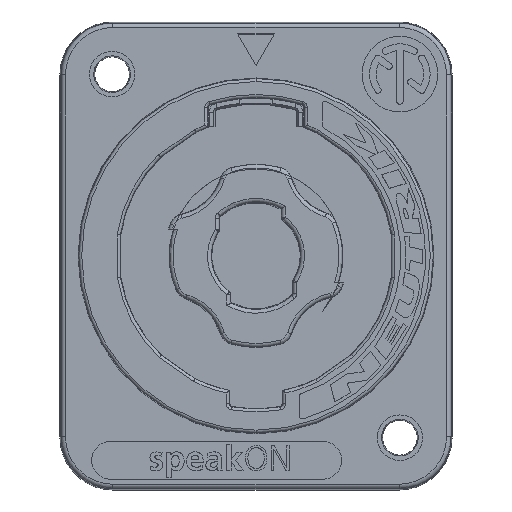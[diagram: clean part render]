
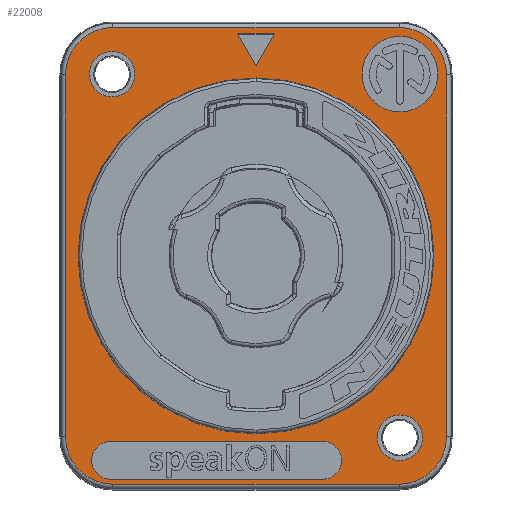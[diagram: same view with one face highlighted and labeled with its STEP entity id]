
A CAD part, top view. The second image highlights one B-rep face of the part: STEP entity #22008.
In plain terms, the highlighted planar face has unit normal (0, 0, 1).
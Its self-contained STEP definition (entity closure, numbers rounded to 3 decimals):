
#3432=CARTESIAN_POINT('',(9.5,12.,4.5));
#3433=DIRECTION('',(0.,0.,1.));
#3434=DIRECTION('',(1.,0.,0.));
#3435=AXIS2_PLACEMENT_3D('',#3432,#3433,#3434);
#3437=CARTESIAN_POINT('',(9.5,12.,4.5));
#3438=DIRECTION('',(0.,0.,1.));
#3439=DIRECTION('',(-1.,0.,0.));
#3440=AXIS2_PLACEMENT_3D('',#3437,#3438,#3439);
#3442=CARTESIAN_POINT('',(-9.6,-13.5,4.5));
#3443=DIRECTION('',(0.,0.,1.));
#3444=DIRECTION('',(0.,1.,0.));
#3445=AXIS2_PLACEMENT_3D('',#3442,#3443,#3444);
#3447=DIRECTION('',(1.,0.,0.));
#3448=VECTOR('',#3447,14.);
#3449=CARTESIAN_POINT('',(-9.6,-14.75,4.5));
#3450=LINE('',#3449,#3448);
#3451=CARTESIAN_POINT('',(4.4,-13.5,4.5));
#3452=DIRECTION('',(0.,0.,1.));
#3453=DIRECTION('',(0.,-1.,0.));
#3454=AXIS2_PLACEMENT_3D('',#3451,#3452,#3453);
#3456=DIRECTION('',(-1.,0.,0.));
#3457=VECTOR('',#3456,14.);
#3458=CARTESIAN_POINT('',(4.4,-12.25,4.5));
#3459=LINE('',#3458,#3457);
#3460=DIRECTION('',(0.5,-0.866,0.));
#3461=VECTOR('',#3460,2.4);
#3462=CARTESIAN_POINT('',(-1.2,14.65,4.5));
#3463=LINE('',#3462,#3461);
#3464=DIRECTION('',(0.5,0.866,0.));
#3465=VECTOR('',#3464,2.4);
#3466=CARTESIAN_POINT('',(0.,12.572,4.5));
#3467=LINE('',#3466,#3465);
#3468=DIRECTION('',(-1.,0.,0.));
#3469=VECTOR('',#3468,2.4);
#3470=CARTESIAN_POINT('',(1.2,14.65,4.5));
#3471=LINE('',#3470,#3469);
#3472=CARTESIAN_POINT('',(-9.5,12.,4.5));
#3473=DIRECTION('',(0.,0.,1.));
#3474=DIRECTION('',(1.,0.,0.));
#3475=AXIS2_PLACEMENT_3D('',#3472,#3473,#3474);
#3477=CARTESIAN_POINT('',(-9.5,12.,4.5));
#3478=DIRECTION('',(0.,0.,1.));
#3479=DIRECTION('',(-1.,0.,0.));
#3480=AXIS2_PLACEMENT_3D('',#3477,#3478,#3479);
#3482=CARTESIAN_POINT('',(9.5,-12.,4.5));
#3483=DIRECTION('',(0.,0.,1.));
#3484=DIRECTION('',(1.,0.,0.));
#3485=AXIS2_PLACEMENT_3D('',#3482,#3483,#3484);
#3487=CARTESIAN_POINT('',(9.5,-12.,4.5));
#3488=DIRECTION('',(0.,0.,1.));
#3489=DIRECTION('',(-1.,0.,0.));
#3490=AXIS2_PLACEMENT_3D('',#3487,#3488,#3489);
#3492=CARTESIAN_POINT('',(-9.45,11.95,4.5));
#3493=DIRECTION('',(0.,0.,1.));
#3494=DIRECTION('',(0.,1.,0.));
#3495=AXIS2_PLACEMENT_3D('',#3492,#3493,#3494);
#3497=DIRECTION('',(-1.,0.,0.));
#3498=VECTOR('',#3497,18.9);
#3499=CARTESIAN_POINT('',(9.45,15.077,4.5));
#3500=LINE('',#3499,#3498);
#3501=CARTESIAN_POINT('',(9.45,11.95,4.5));
#3502=DIRECTION('',(0.,0.,1.));
#3503=DIRECTION('',(1.,0.,0.));
#3504=AXIS2_PLACEMENT_3D('',#3501,#3502,#3503);
#3506=DIRECTION('',(0.,1.,0.));
#3507=VECTOR('',#3506,23.9);
#3508=CARTESIAN_POINT('',(12.577,-11.95,4.5));
#3509=LINE('',#3508,#3507);
#3510=CARTESIAN_POINT('',(9.45,-11.95,4.5));
#3511=DIRECTION('',(0.,0.,1.));
#3512=DIRECTION('',(0.,-1.,0.));
#3513=AXIS2_PLACEMENT_3D('',#3510,#3511,#3512);
#3515=DIRECTION('',(1.,0.,0.));
#3516=VECTOR('',#3515,18.9);
#3517=CARTESIAN_POINT('',(-9.45,-15.077,4.5));
#3518=LINE('',#3517,#3516);
#3519=CARTESIAN_POINT('',(-9.45,-11.95,4.5));
#3520=DIRECTION('',(0.,0.,1.));
#3521=DIRECTION('',(-1.,0.,0.));
#3522=AXIS2_PLACEMENT_3D('',#3519,#3520,#3521);
#3524=DIRECTION('',(0.,-1.,0.));
#3525=VECTOR('',#3524,23.9);
#3526=CARTESIAN_POINT('',(-12.577,11.95,4.5));
#3527=LINE('',#3526,#3525);
#3533=CARTESIAN_POINT('',(0.,0.,4.5));
#3534=DIRECTION('',(0.,0.,-1.));
#3535=DIRECTION('',(0.,1.,0.));
#3536=AXIS2_PLACEMENT_3D('',#3533,#3534,#3535);
#4889=CARTESIAN_POINT('',(0.,0.,4.5));
#4890=DIRECTION('',(0.,0.,1.));
#4891=DIRECTION('',(0.,1.,0.));
#4892=AXIS2_PLACEMENT_3D('',#4889,#4890,#4891);
#16098=CARTESIAN_POINT('',(0.,11.75,4.5));
#16099=CARTESIAN_POINT('',(0.,-11.75,4.5));
#16100=VERTEX_POINT('',#16098);
#16101=VERTEX_POINT('',#16099);
#16136=CARTESIAN_POINT('',(12.,12.,4.5));
#16137=CARTESIAN_POINT('',(7.,12.,4.5));
#16138=VERTEX_POINT('',#16136);
#16139=VERTEX_POINT('',#16137);
#16140=CARTESIAN_POINT('',(-9.6,-12.25,4.5));
#16141=CARTESIAN_POINT('',(-9.6,-14.75,4.5));
#16142=VERTEX_POINT('',#16140);
#16143=VERTEX_POINT('',#16141);
#16144=CARTESIAN_POINT('',(4.4,-14.75,4.5));
#16145=VERTEX_POINT('',#16144);
#16146=CARTESIAN_POINT('',(4.4,-12.25,4.5));
#16147=VERTEX_POINT('',#16146);
#16148=CARTESIAN_POINT('',(-1.2,14.65,4.5));
#16149=CARTESIAN_POINT('',(0.,12.572,4.5));
#16150=VERTEX_POINT('',#16148);
#16151=VERTEX_POINT('',#16149);
#16152=CARTESIAN_POINT('',(1.2,14.65,4.5));
#16153=VERTEX_POINT('',#16152);
#17476=CARTESIAN_POINT('',(-8.,12.,4.5));
#17477=CARTESIAN_POINT('',(-11.,12.,4.5));
#17478=VERTEX_POINT('',#17476);
#17479=VERTEX_POINT('',#17477);
#17480=CARTESIAN_POINT('',(11.,-12.,4.5));
#17481=CARTESIAN_POINT('',(8.,-12.,4.5));
#17482=VERTEX_POINT('',#17480);
#17483=VERTEX_POINT('',#17481);
#17500=CARTESIAN_POINT('',(-9.45,15.077,4.5));
#17501=CARTESIAN_POINT('',(-12.577,11.95,4.5));
#17502=VERTEX_POINT('',#17500);
#17503=VERTEX_POINT('',#17501);
#17508=CARTESIAN_POINT('',(-12.577,-11.95,4.5));
#17509=VERTEX_POINT('',#17508);
#17512=CARTESIAN_POINT('',(-9.45,-15.077,4.5));
#17513=VERTEX_POINT('',#17512);
#17516=CARTESIAN_POINT('',(9.45,-15.077,4.5));
#17517=VERTEX_POINT('',#17516);
#17520=CARTESIAN_POINT('',(12.577,-11.95,4.5));
#17521=VERTEX_POINT('',#17520);
#17524=CARTESIAN_POINT('',(12.577,11.95,4.5));
#17525=VERTEX_POINT('',#17524);
#17528=CARTESIAN_POINT('',(9.45,15.077,4.5));
#17529=VERTEX_POINT('',#17528);
#21944=CARTESIAN_POINT('',(0.,0.,4.5));
#21945=DIRECTION('',(0.,0.,-1.));
#21946=DIRECTION('',(0.,-1.,0.));
#21947=AXIS2_PLACEMENT_3D('',#21944,#21945,#21946);
#21948=PLANE('',#21947);
#21950=ORIENTED_EDGE('',*,*,#21949,.F.);
#21951=ORIENTED_EDGE('',*,*,#21934,.F.);
#21953=ORIENTED_EDGE('',*,*,#21952,.F.);
#21955=ORIENTED_EDGE('',*,*,#21954,.F.);
#21957=ORIENTED_EDGE('',*,*,#21956,.F.);
#21959=ORIENTED_EDGE('',*,*,#21958,.F.);
#21961=ORIENTED_EDGE('',*,*,#21960,.F.);
#21963=ORIENTED_EDGE('',*,*,#21962,.F.);
#21964=EDGE_LOOP('',(#21950,#21951,#21953,#21955,#21957,#21959,#21961,#21963));
#21965=FACE_OUTER_BOUND('',#21964,.F.);
#21967=ORIENTED_EDGE('',*,*,#21966,.T.);
#21969=ORIENTED_EDGE('',*,*,#21968,.T.);
#21970=EDGE_LOOP('',(#21967,#21969));
#21971=FACE_BOUND('',#21970,.F.);
#21973=ORIENTED_EDGE('',*,*,#21972,.T.);
#21975=ORIENTED_EDGE('',*,*,#21974,.T.);
#21977=ORIENTED_EDGE('',*,*,#21976,.T.);
#21979=ORIENTED_EDGE('',*,*,#21978,.T.);
#21980=EDGE_LOOP('',(#21973,#21975,#21977,#21979));
#21981=FACE_BOUND('',#21980,.F.);
#21983=ORIENTED_EDGE('',*,*,#21982,.T.);
#21985=ORIENTED_EDGE('',*,*,#21984,.T.);
#21987=ORIENTED_EDGE('',*,*,#21986,.T.);
#21988=EDGE_LOOP('',(#21983,#21985,#21987));
#21989=FACE_BOUND('',#21988,.F.);
#21991=ORIENTED_EDGE('',*,*,#21990,.T.);
#21993=ORIENTED_EDGE('',*,*,#21992,.T.);
#21994=EDGE_LOOP('',(#21991,#21993));
#21995=FACE_BOUND('',#21994,.F.);
#21997=ORIENTED_EDGE('',*,*,#21996,.T.);
#21999=ORIENTED_EDGE('',*,*,#21998,.T.);
#22000=EDGE_LOOP('',(#21997,#21999));
#22001=FACE_BOUND('',#22000,.F.);
#22003=ORIENTED_EDGE('',*,*,#22002,.F.);
#22005=ORIENTED_EDGE('',*,*,#22004,.T.);
#22006=EDGE_LOOP('',(#22003,#22005));
#22007=FACE_BOUND('',#22006,.F.);
#22008=ADVANCED_FACE('',(#21965,#21971,#21981,#21989,#21995,#22001,#22007),
#21948,.F.);
#3436=CIRCLE('',#3435,2.5);
#3441=CIRCLE('',#3440,2.5);
#3446=CIRCLE('',#3445,1.25);
#3455=CIRCLE('',#3454,1.25);
#3476=CIRCLE('',#3475,1.5);
#3481=CIRCLE('',#3480,1.5);
#3486=CIRCLE('',#3485,1.5);
#3491=CIRCLE('',#3490,1.5);
#3496=CIRCLE('',#3495,3.127);
#3505=CIRCLE('',#3504,3.127);
#3514=CIRCLE('',#3513,3.127);
#3523=CIRCLE('',#3522,3.127);
#3537=CIRCLE('',#3536,11.75);
#4893=CIRCLE('',#4892,11.75);
#21934=EDGE_CURVE('',#17529,#17502,#3500,.T.);
#21949=EDGE_CURVE('',#17502,#17503,#3496,.T.);
#21952=EDGE_CURVE('',#17525,#17529,#3505,.T.);
#21954=EDGE_CURVE('',#17521,#17525,#3509,.T.);
#21956=EDGE_CURVE('',#17517,#17521,#3514,.T.);
#21958=EDGE_CURVE('',#17513,#17517,#3518,.T.);
#21960=EDGE_CURVE('',#17509,#17513,#3523,.T.);
#21962=EDGE_CURVE('',#17503,#17509,#3527,.T.);
#21966=EDGE_CURVE('',#16138,#16139,#3436,.T.);
#21968=EDGE_CURVE('',#16139,#16138,#3441,.T.);
#21972=EDGE_CURVE('',#16142,#16143,#3446,.T.);
#21974=EDGE_CURVE('',#16143,#16145,#3450,.T.);
#21976=EDGE_CURVE('',#16145,#16147,#3455,.T.);
#21978=EDGE_CURVE('',#16147,#16142,#3459,.T.);
#21982=EDGE_CURVE('',#16150,#16151,#3463,.T.);
#21984=EDGE_CURVE('',#16151,#16153,#3467,.T.);
#21986=EDGE_CURVE('',#16153,#16150,#3471,.T.);
#21990=EDGE_CURVE('',#17478,#17479,#3476,.T.);
#21992=EDGE_CURVE('',#17479,#17478,#3481,.T.);
#21996=EDGE_CURVE('',#17482,#17483,#3486,.T.);
#21998=EDGE_CURVE('',#17483,#17482,#3491,.T.);
#22002=EDGE_CURVE('',#16100,#16101,#3537,.T.);
#22004=EDGE_CURVE('',#16100,#16101,#4893,.T.);
